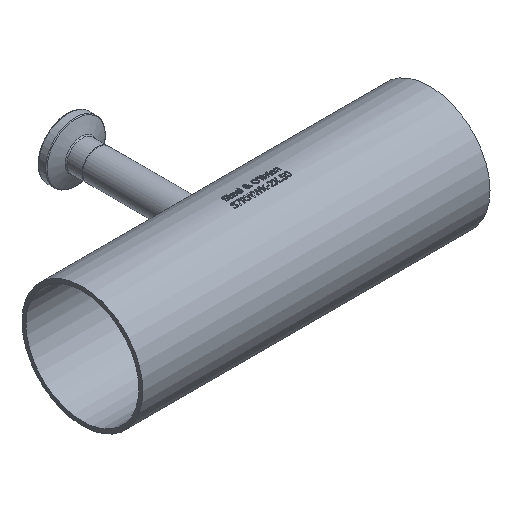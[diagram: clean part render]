
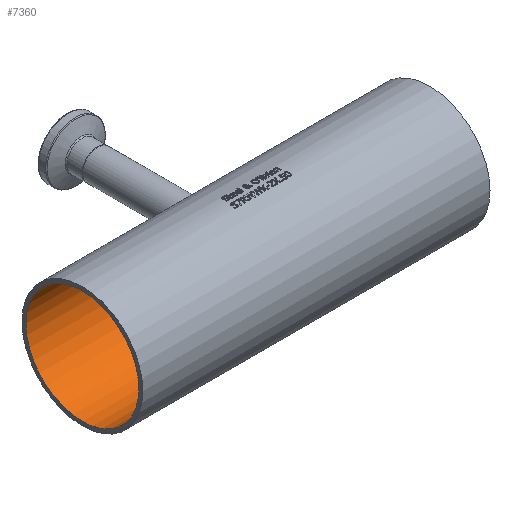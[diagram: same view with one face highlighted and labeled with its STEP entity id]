
A CAD part, isometric view. The second image highlights one B-rep face of the part: STEP entity #7360.
In plain terms, the highlighted cylindrical face has radius 23.749 mm (diameter 47.498 mm), a full revolution.
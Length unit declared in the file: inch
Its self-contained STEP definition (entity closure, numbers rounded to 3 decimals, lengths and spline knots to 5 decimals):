
#144=FACE_BOUND('',#1360,.T.);
#145=FACE_BOUND('',#1361,.T.);
#146=FACE_BOUND('',#1362,.T.);
#1360=EDGE_LOOP('',(#6827));
#1361=EDGE_LOOP('',(#6828));
#1362=EDGE_LOOP('',(#6829));
#2529=CIRCLE('',#7791,0.935);
#2530=CIRCLE('',#7792,0.935);
#2903=B_SPLINE_CURVE_WITH_KNOTS('',3,(#16135,#16136,#16137,#16138,#16139,
#16140,#16141,#16142,#16143,#16144,#16145,#16146,#16147,#16148,#16149,#16150,
#16151,#16152,#16153,#16154,#16155,#16156,#16157,#16158,#16159,#16160,#16161,
#16162,#16163,#16164,#16165,#16166,#16167,#16168),.UNSPECIFIED.,.T.,.F.,
(4,2,2,2,2,2,2,2,2,2,2,2,2,2,2,2,4),(0.,0.17751,0.35503,
0.53253,0.71004,0.88754,1.06505,
1.24256,1.42008,1.59759,1.77511,1.95261,
2.13012,2.30762,2.48513,2.66264,2.84016),
 .UNSPECIFIED.);
#3613=VERTEX_POINT('',#16134);
#3614=VERTEX_POINT('',#16170);
#3615=VERTEX_POINT('',#16172);
#4691=EDGE_CURVE('',#3613,#3613,#2903,.T.);
#4692=EDGE_CURVE('',#3614,#3614,#2529,.T.);
#4693=EDGE_CURVE('',#3615,#3615,#2530,.T.);
#6827=ORIENTED_EDGE('',*,*,#4691,.T.);
#6828=ORIENTED_EDGE('',*,*,#4692,.F.);
#6829=ORIENTED_EDGE('',*,*,#4693,.F.);
#6903=CYLINDRICAL_SURFACE('',#7790,0.935);
#7360=ADVANCED_FACE('',(#144,#145,#146),#6903,.F.);
#7790=AXIS2_PLACEMENT_3D('',#16169,#9151,#9152);
#7791=AXIS2_PLACEMENT_3D('',#16171,#9153,#9154);
#7792=AXIS2_PLACEMENT_3D('',#16173,#9155,#9156);
#9151=DIRECTION('center_axis',(-1.,0.,0.));
#9152=DIRECTION('ref_axis',(0.,0.,
1.));
#9153=DIRECTION('center_axis',(1.,0.,0.));
#9154=DIRECTION('ref_axis',(0.,0.,
1.));
#9155=DIRECTION('center_axis',(-1.,0.,0.));
#9156=DIRECTION('ref_axis',(0.,0.,
1.));
#16134=CARTESIAN_POINT('',(0.,0.91652,0.185));
#16135=CARTESIAN_POINT('Ctrl Pts',(0.,0.91652,
0.185));
#16136=CARTESIAN_POINT('Ctrl Pts',(0.0233,0.91652,
0.185));
#16137=CARTESIAN_POINT('Ctrl Pts',(0.0481,0.9175,
0.18033));
#16138=CARTESIAN_POINT('Ctrl Pts',(0.09366,0.92101,
0.16143));
#16139=CARTESIAN_POINT('Ctrl Pts',(0.11442,0.92349,
0.14721));
#16140=CARTESIAN_POINT('Ctrl Pts',(0.1472,0.92812,
0.11442));
#16141=CARTESIAN_POINT('Ctrl Pts',(0.16143,0.93058,
0.09366));
#16142=CARTESIAN_POINT('Ctrl Pts',(0.18033,0.93404,0.0481));
#16143=CARTESIAN_POINT('Ctrl Pts',(0.185,0.935,0.02329));
#16144=CARTESIAN_POINT('Ctrl Pts',(0.185,0.935,-0.02329));
#16145=CARTESIAN_POINT('Ctrl Pts',(0.18033,0.93404,-0.0481));
#16146=CARTESIAN_POINT('Ctrl Pts',(0.16143,0.93058,
-0.09366));
#16147=CARTESIAN_POINT('Ctrl Pts',(0.1472,0.92812,
-0.11442));
#16148=CARTESIAN_POINT('Ctrl Pts',(0.11442,0.92349,
-0.14721));
#16149=CARTESIAN_POINT('Ctrl Pts',(0.09366,0.92101,
-0.16143));
#16150=CARTESIAN_POINT('Ctrl Pts',(0.0481,0.9175,-0.18033));
#16151=CARTESIAN_POINT('Ctrl Pts',(0.0233,0.91652,
-0.185));
#16152=CARTESIAN_POINT('Ctrl Pts',(-0.0233,0.91652,
-0.185));
#16153=CARTESIAN_POINT('Ctrl Pts',(-0.0481,0.9175,
-0.18033));
#16154=CARTESIAN_POINT('Ctrl Pts',(-0.09366,0.92101,
-0.16143));
#16155=CARTESIAN_POINT('Ctrl Pts',(-0.11442,0.92349,
-0.14721));
#16156=CARTESIAN_POINT('Ctrl Pts',(-0.1472,0.92812,
-0.11442));
#16157=CARTESIAN_POINT('Ctrl Pts',(-0.16143,0.93058,
-0.09366));
#16158=CARTESIAN_POINT('Ctrl Pts',(-0.18033,0.93404,
-0.0481));
#16159=CARTESIAN_POINT('Ctrl Pts',(-0.185,0.935,-0.02329));
#16160=CARTESIAN_POINT('Ctrl Pts',(-0.185,0.935,0.02329));
#16161=CARTESIAN_POINT('Ctrl Pts',(-0.18033,0.93404,
0.0481));
#16162=CARTESIAN_POINT('Ctrl Pts',(-0.16143,0.93058,
0.09366));
#16163=CARTESIAN_POINT('Ctrl Pts',(-0.1472,0.92812,
0.11442));
#16164=CARTESIAN_POINT('Ctrl Pts',(-0.11442,0.92349,
0.14721));
#16165=CARTESIAN_POINT('Ctrl Pts',(-0.09366,0.92101,
0.16143));
#16166=CARTESIAN_POINT('Ctrl Pts',(-0.0481,0.9175,
0.18033));
#16167=CARTESIAN_POINT('Ctrl Pts',(-0.0233,0.91652,
0.185));
#16168=CARTESIAN_POINT('Ctrl Pts',(0.,0.91652,
0.185));
#16169=CARTESIAN_POINT('Origin',(2.875,0.,0.));
#16170=CARTESIAN_POINT('',(-2.875,0.,-0.935));
#16171=CARTESIAN_POINT('Origin',(-2.875,0.,0.));
#16172=CARTESIAN_POINT('',(2.875,0.,-0.935));
#16173=CARTESIAN_POINT('Origin',(2.875,0.,0.));
